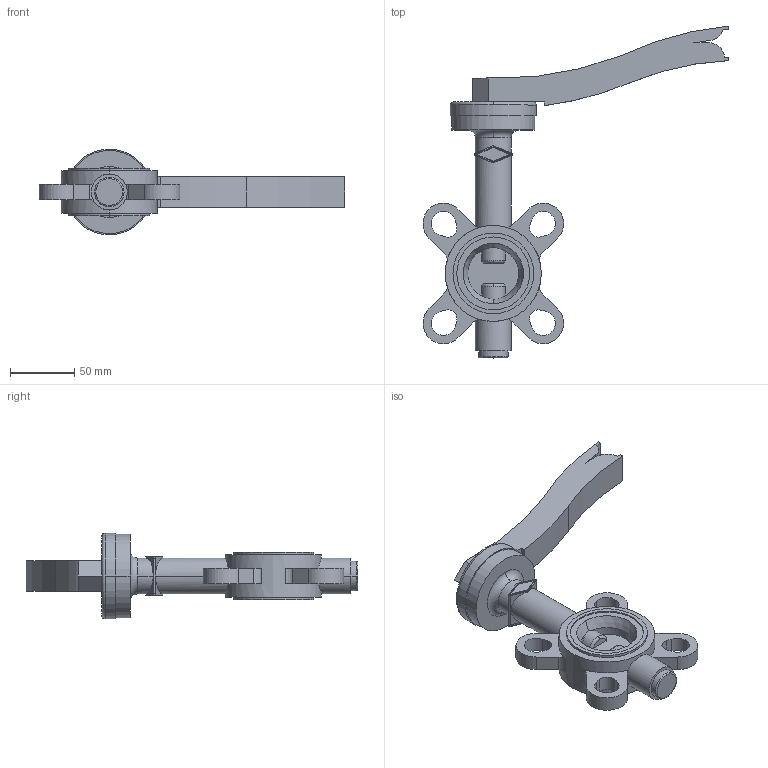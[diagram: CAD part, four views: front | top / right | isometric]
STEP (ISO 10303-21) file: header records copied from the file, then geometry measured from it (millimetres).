
FILE_DESCRIPTION( ( '' ), '1' );
FILE_NAME( 'c000006548.stp', '2017-03-13T09:28:42', ( '' ), ( '' ), ' ', ' ', ' ' );
FILE_SCHEMA( ( 'CONFIG_CONTROL_DESIGN' ) );
Length unit declared in the file: millimetre
Products named in the file (2): 1; 2
Bounding box: 238.83 x 259.2 x 67 mm (x, y, z)
Volume: 394667.8 mm3; surface area: 73314 mm2
Topology: 2 solids, 2 shells, 171 faces, 466 edges, 313 vertices
Faces by surface type: plane 83, cylinder 70, torus 14, cone 4
Entity records: 6249 total; most frequent: CARTESIAN_POINT 1704, DIRECTION 953, ORIENTED_EDGE 932, EDGE_CURVE 466, AXIS2_PLACEMENT_3D 358, VERTEX_POINT 313, LINE 237, VECTOR 237
